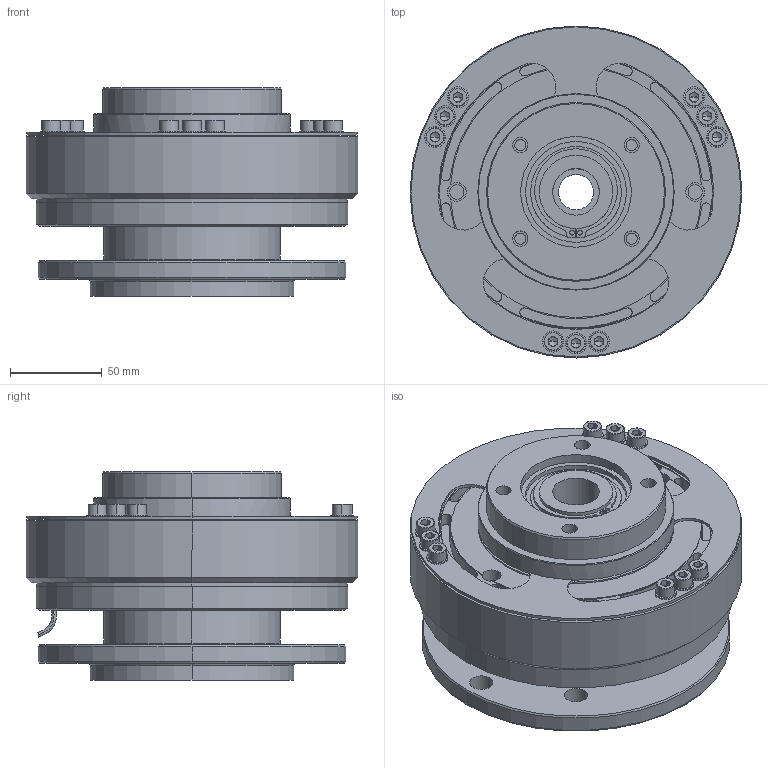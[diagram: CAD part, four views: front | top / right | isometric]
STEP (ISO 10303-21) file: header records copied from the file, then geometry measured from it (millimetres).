
FILE_DESCRIPTION (( 'STEP AP203' ), '1' );
FILE_NAME ('MMC 28E-05_80003931.STEP', '2016-08-11T02:24:15', ( ' ' ), ( '' ), 'SwSTEP 2.0', 'SolidWorks 2009', '' );
FILE_SCHEMA (( 'CONFIG_CONTROL_DESIGN' ));
Length unit declared in the file: millimetre
Products named in the file (1): MMC 28E-05_80003931
Bounding box: 181 x 181 x 113.5 mm (x, y, z)
Volume: 1711350.7 mm3; surface area: 182289.1 mm2
Topology: 1 solids, 1 shells, 546 faces, 1291 edges, 799 vertices
Faces by surface type: cylinder 257, plane 211, torus 40, cone 34, bspline 4
Entity records: 16094 total; most frequent: DIRECTION 3051, CARTESIAN_POINT 2851, ORIENTED_EDGE 2546, EDGE_CURVE 1273, AXIS2_PLACEMENT_3D 1239, VERTEX_POINT 799, CIRCLE 696, EDGE_LOOP 660
